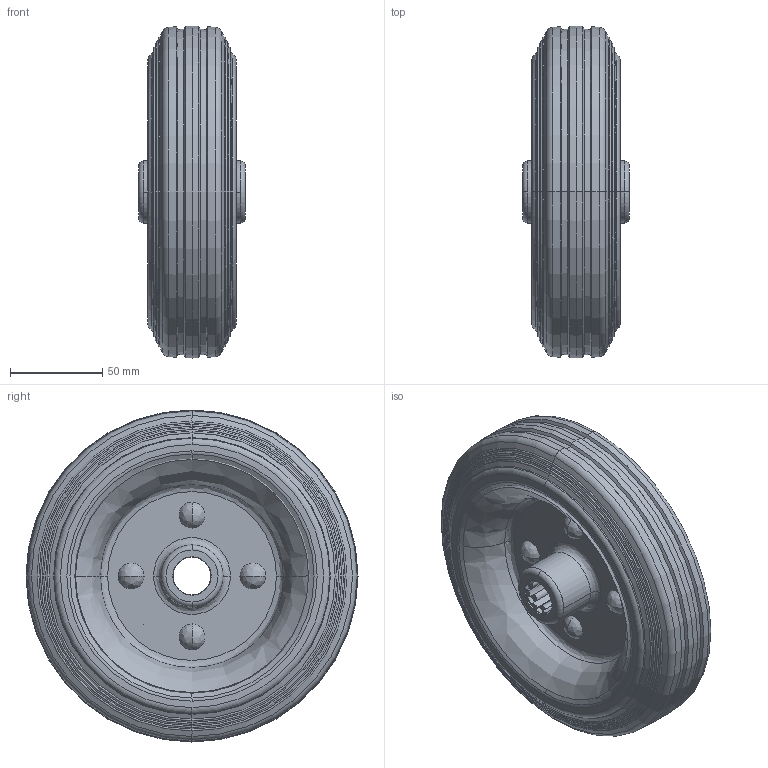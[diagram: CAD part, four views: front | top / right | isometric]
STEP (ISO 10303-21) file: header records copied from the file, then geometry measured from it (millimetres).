
FILE_DESCRIPTION (( 'STEP AP214' ), '1' );
FILE_NAME ('0013225.step', '2022-05-12T07:49:59', ( '' ), ( '' ), 'SwSTEP 2.0', 'SolidWorks 2020', '' );
FILE_SCHEMA (( 'AUTOMOTIVE_DESIGN' ));
Length unit declared in the file: millimetre
Products named in the file (1): 0013225
Bounding box: 58 x 180 x 180 mm (x, y, z)
Surface area: 122285.9 mm2 (no closed solid volume)
Topology: 0 solids, 146 shells, 251 faces, 976 edges, 870 vertices
Faces by surface type: plane 78, cylinder 55, cone 46, torus 40, bspline 32
Entity records: 18507 total; most frequent: CARTESIAN_POINT 8271, DIRECTION 1497, ORIENTED_EDGE 1176, EDGE_CURVE 976, VERTEX_POINT 872, AXIS2_PLACEMENT_3D 564, VECTOR 369, LINE 369
